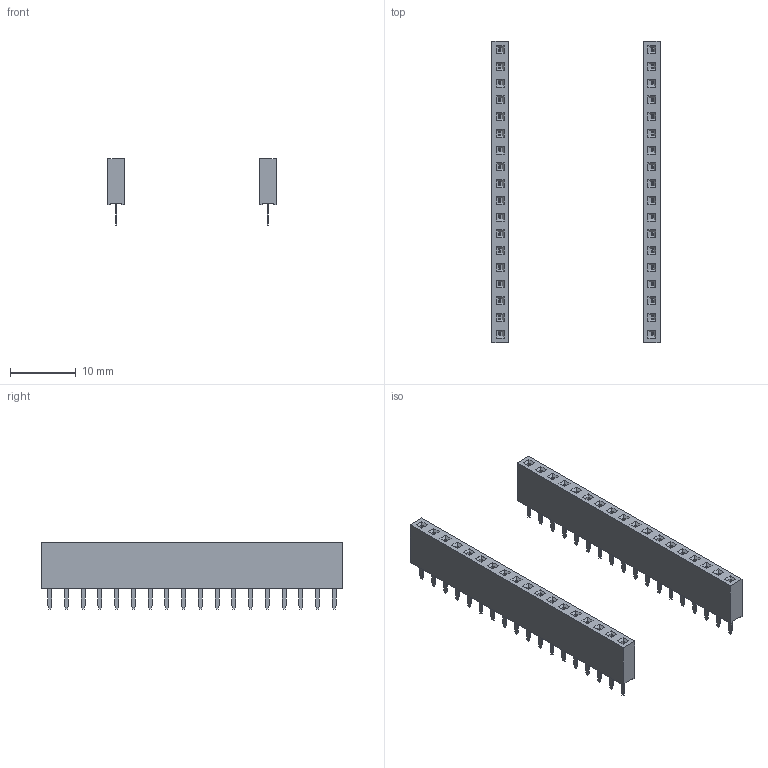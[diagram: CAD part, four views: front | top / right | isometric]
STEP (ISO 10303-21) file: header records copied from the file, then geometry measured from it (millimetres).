
FILE_DESCRIPTION(('FreeCAD Model'),'2;1');
FILE_NAME('Open CASCADE Shape Model','2023-05-08T13:58:36',( 'kicad StepUp'),('ksu MCAD'),'Open CASCADE STEP processor 7.5', 'FreeCAD','Unknown');
FILE_SCHEMA(('AUTOMOTIVE_DESIGN { 1 0 10303 214 1 1 1 1 }'));
Length unit declared in the file: millimetre
Products named in the file (1): HeltecWiFi32Socket
Bounding box: 25.54 x 45.72 x 10.1 mm (x, y, z)
Volume: 1529 mm3; surface area: 2593 mm2
Topology: 2 solids, 2 shells, 1136 faces, 2928 edges, 1904 vertices
Faces by surface type: plane 1136
Entity records: 41605 total; most frequent: CARTESIAN_POINT 5969, ORIENTED_EDGE 5856, DIRECTION 5202, EDGE_CURVE 2928, LINE 2928, VECTOR 2928, VERTEX_POINT 1904, FACE_BOUND 1244
